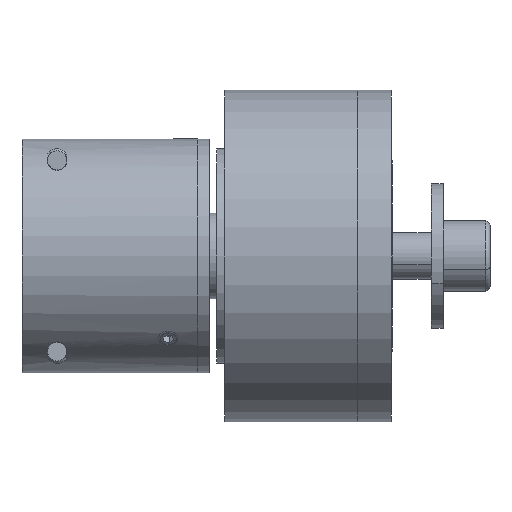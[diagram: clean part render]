
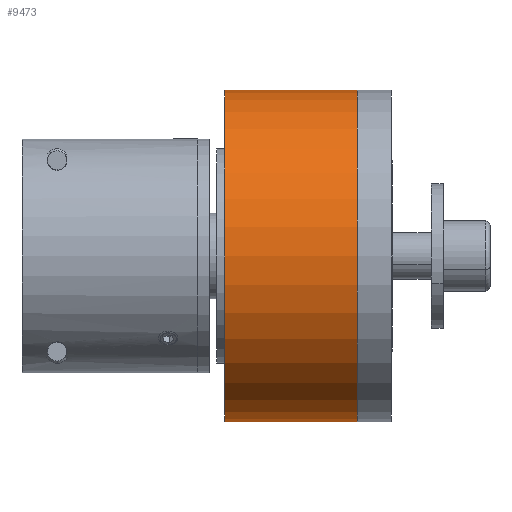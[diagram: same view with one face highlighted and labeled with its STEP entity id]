
A CAD part, front view. The second image highlights one B-rep face of the part: STEP entity #9473.
In plain terms, the highlighted cylindrical face has radius 42.5 mm (diameter 85 mm), a partial arc.
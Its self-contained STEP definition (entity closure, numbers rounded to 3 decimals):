
#613 = EDGE_CURVE ( 'NONE', #13107, #14761, #13339, .T. ) ;
#654 = CARTESIAN_POINT ( 'NONE',  ( 36.8, 0., 0. ) ) ;
#965 = CARTESIAN_POINT ( 'NONE',  ( 2.8, 0., 0. ) ) ;
#2525 = AXIS2_PLACEMENT_3D ( 'NONE', #654, #17461, #8195 ) ;
#2593 = CARTESIAN_POINT ( 'NONE',  ( -39.259, 0., -42.5 ) ) ;
#3411 = DIRECTION ( 'NONE',  ( -1., 0., 0. ) ) ;
#4142 = FACE_OUTER_BOUND ( 'NONE', #19007, .T. ) ;
#4430 = CARTESIAN_POINT ( 'NONE',  ( 2.8, 0., 42.5 ) ) ;
#5392 = EDGE_CURVE ( 'NONE', #5807, #14761, #7637, .T. ) ;
#5404 = DIRECTION ( 'NONE',  ( -1., 0., 0. ) ) ;
#5807 = VERTEX_POINT ( 'NONE', #15274 ) ;
#6582 = CIRCLE ( 'NONE', #2525, 42.5 ) ;
#6755 = LINE ( 'NONE', #2593, #13755 ) ;
#6823 = DIRECTION ( 'NONE',  ( 0., 0., 1. ) ) ;
#7048 = CYLINDRICAL_SURFACE ( 'NONE', #16970, 42.5 ) ;
#7311 = DIRECTION ( 'NONE',  ( -1., 0., 0. ) ) ;
#7637 = LINE ( 'NONE', #11292, #19503 ) ;
#7649 = ORIENTED_EDGE ( 'NONE', *, *, #5392, .T. ) ;
#8195 = DIRECTION ( 'NONE',  ( 0., 0., 1. ) ) ;
#8652 = DIRECTION ( 'NONE',  ( -1., 0., 0. ) ) ;
#8901 = EDGE_CURVE ( 'NONE', #15417, #5807, #6582, .T. ) ;
#9473 = ADVANCED_FACE ( 'NONE', ( #4142 ), #7048, .T. ) ;
#9980 = CARTESIAN_POINT ( 'NONE',  ( -39.259, 0., 0. ) ) ;
#10195 = DIRECTION ( 'NONE',  ( 0., 0., 1. ) ) ;
#10611 = ORIENTED_EDGE ( 'NONE', *, *, #8901, .T. ) ;
#10777 = EDGE_CURVE ( 'NONE', #15417, #13107, #6755, .T. ) ;
#11292 = CARTESIAN_POINT ( 'NONE',  ( -39.259, 0., 42.5 ) ) ;
#11875 = CARTESIAN_POINT ( 'NONE',  ( 36.8, 0., -42.5 ) ) ;
#13107 = VERTEX_POINT ( 'NONE', #17246 ) ;
#13339 = CIRCLE ( 'NONE', #19888, 42.5 ) ;
#13755 = VECTOR ( 'NONE', #8652, 1000. ) ;
#14761 = VERTEX_POINT ( 'NONE', #4430 ) ;
#15274 = CARTESIAN_POINT ( 'NONE',  ( 36.8, 0., 42.5 ) ) ;
#15417 = VERTEX_POINT ( 'NONE', #11875 ) ;
#15732 = ORIENTED_EDGE ( 'NONE', *, *, #613, .F. ) ;
#16970 = AXIS2_PLACEMENT_3D ( 'NONE', #9980, #5404, #6823 ) ;
#17246 = CARTESIAN_POINT ( 'NONE',  ( 2.8, 0., -42.5 ) ) ;
#17461 = DIRECTION ( 'NONE',  ( -1., 0., 0. ) ) ;
#18312 = ORIENTED_EDGE ( 'NONE', *, *, #10777, .F. ) ;
#19007 = EDGE_LOOP ( 'NONE', ( #18312, #10611, #7649, #15732 ) ) ;
#19503 = VECTOR ( 'NONE', #3411, 1000. ) ;
#19888 = AXIS2_PLACEMENT_3D ( 'NONE', #965, #7311, #10195 ) ;
